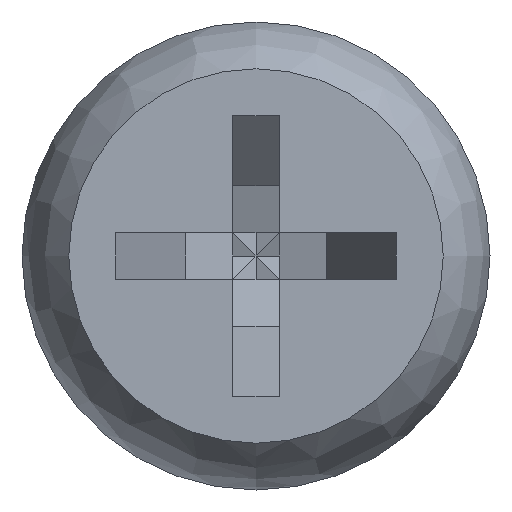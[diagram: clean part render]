
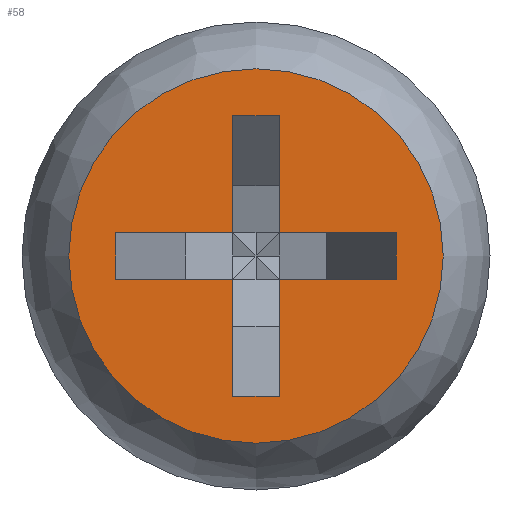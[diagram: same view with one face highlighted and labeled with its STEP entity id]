
A CAD part, left-side view. The second image highlights one B-rep face of the part: STEP entity #58.
In plain terms, the highlighted planar face has unit normal (-1, 0, 0).
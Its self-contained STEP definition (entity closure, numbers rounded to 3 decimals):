
#58 = ADVANCED_FACE( '', ( #143, #144 ), #145, .F. );
#143 = FACE_OUTER_BOUND( '', #257, .T. );
#144 = FACE_BOUND( '', #258, .T. );
#145 = PLANE( '', #259 );
#257 = EDGE_LOOP( '', ( #399 ) );
#258 = EDGE_LOOP( '', ( #400, #401, #402, #403, #404, #405, #406, #407, #408, #409, #410, #411 ) );
#259 = AXIS2_PLACEMENT_3D( '', #412, #413, #414 );
#399 = ORIENTED_EDGE( '', *, *, #654, .F. );
#400 = ORIENTED_EDGE( '', *, *, #655, .F. );
#401 = ORIENTED_EDGE( '', *, *, #656, .T. );
#402 = ORIENTED_EDGE( '', *, *, #657, .F. );
#403 = ORIENTED_EDGE( '', *, *, #658, .F. );
#404 = ORIENTED_EDGE( '', *, *, #659, .T. );
#405 = ORIENTED_EDGE( '', *, *, #660, .T. );
#406 = ORIENTED_EDGE( '', *, *, #661, .T. );
#407 = ORIENTED_EDGE( '', *, *, #662, .F. );
#408 = ORIENTED_EDGE( '', *, *, #663, .T. );
#409 = ORIENTED_EDGE( '', *, *, #664, .T. );
#410 = ORIENTED_EDGE( '', *, *, #665, .F. );
#411 = ORIENTED_EDGE( '', *, *, #666, .F. );
#412 = CARTESIAN_POINT( '', ( -0.5, 0., 0. ) );
#413 = DIRECTION( '', ( 1., 0., 0. ) );
#414 = DIRECTION( '', ( 0., 0., -1. ) );
#654 = EDGE_CURVE( '', #749, #749, #750, .T. );
#655 = EDGE_CURVE( '', #751, #752, #753, .T. );
#656 = EDGE_CURVE( '', #751, #754, #755, .T. );
#657 = EDGE_CURVE( '', #756, #754, #757, .T. );
#658 = EDGE_CURVE( '', #758, #756, #759, .T. );
#659 = EDGE_CURVE( '', #758, #760, #761, .T. );
#660 = EDGE_CURVE( '', #760, #762, #763, .T. );
#661 = EDGE_CURVE( '', #762, #764, #765, .T. );
#662 = EDGE_CURVE( '', #766, #764, #767, .T. );
#663 = EDGE_CURVE( '', #766, #768, #769, .T. );
#664 = EDGE_CURVE( '', #768, #770, #771, .T. );
#665 = EDGE_CURVE( '', #772, #770, #773, .T. );
#666 = EDGE_CURVE( '', #752, #772, #774, .T. );
#749 = VERTEX_POINT( '', #878 );
#750 = CIRCLE( '', #879, 0.92 );
#751 = VERTEX_POINT( '', #880 );
#752 = VERTEX_POINT( '', #881 );
#753 = LINE( '', #882, #883 );
#754 = VERTEX_POINT( '', #884 );
#755 = LINE( '', #885, #886 );
#756 = VERTEX_POINT( '', #887 );
#757 = LINE( '', #888, #889 );
#758 = VERTEX_POINT( '', #890 );
#759 = LINE( '', #891, #892 );
#760 = VERTEX_POINT( '', #893 );
#761 = LINE( '', #894, #895 );
#762 = VERTEX_POINT( '', #896 );
#763 = LINE( '', #897, #898 );
#764 = VERTEX_POINT( '', #899 );
#765 = LINE( '', #900, #901 );
#766 = VERTEX_POINT( '', #902 );
#767 = LINE( '', #903, #904 );
#768 = VERTEX_POINT( '', #905 );
#769 = LINE( '', #906, #907 );
#770 = VERTEX_POINT( '', #908 );
#771 = LINE( '', #909, #910 );
#772 = VERTEX_POINT( '', #911 );
#773 = LINE( '', #912, #913 );
#774 = LINE( '', #914, #915 );
#878 = CARTESIAN_POINT( '', ( -0.5, 0., -0.92 ) );
#879 = AXIS2_PLACEMENT_3D( '', #1062, #1063, #1064 );
#880 = CARTESIAN_POINT( '', ( -0.5, 0.115, -0.69 ) );
#881 = CARTESIAN_POINT( '', ( -0.5, -0.115, -0.69 ) );
#882 = CARTESIAN_POINT( '', ( -0.5, 0.115, -0.69 ) );
#883 = VECTOR( '', #1065, 1000. );
#884 = CARTESIAN_POINT( '', ( -0.5, 0.115, -0.115 ) );
#885 = CARTESIAN_POINT( '', ( -0.5, 0.115, -0.69 ) );
#886 = VECTOR( '', #1066, 1000. );
#887 = CARTESIAN_POINT( '', ( -0.5, 0.69, -0.115 ) );
#888 = CARTESIAN_POINT( '', ( -0.5, 0.69, -0.115 ) );
#889 = VECTOR( '', #1067, 1000. );
#890 = CARTESIAN_POINT( '', ( -0.5, 0.69, 0.115 ) );
#891 = CARTESIAN_POINT( '', ( -0.5, 0.69, 0. ) );
#892 = VECTOR( '', #1068, 1000. );
#893 = CARTESIAN_POINT( '', ( -0.5, 0.115, 0.115 ) );
#894 = CARTESIAN_POINT( '', ( -0.5, 0.69, 0.115 ) );
#895 = VECTOR( '', #1069, 1000. );
#896 = CARTESIAN_POINT( '', ( -0.5, 0.115, 0.69 ) );
#897 = CARTESIAN_POINT( '', ( -0.5, 0.115, -0.69 ) );
#898 = VECTOR( '', #1070, 1000. );
#899 = CARTESIAN_POINT( '', ( -0.5, -0.115, 0.69 ) );
#900 = CARTESIAN_POINT( '', ( -0.5, 0.115, 0.69 ) );
#901 = VECTOR( '', #1071, 1000. );
#902 = CARTESIAN_POINT( '', ( -0.5, -0.115, 0.115 ) );
#903 = CARTESIAN_POINT( '', ( -0.5, -0.115, -0.69 ) );
#904 = VECTOR( '', #1072, 1000. );
#905 = CARTESIAN_POINT( '', ( -0.5, -0.69, 0.115 ) );
#906 = CARTESIAN_POINT( '', ( -0.5, 0.69, 0.115 ) );
#907 = VECTOR( '', #1073, 1000. );
#908 = CARTESIAN_POINT( '', ( -0.5, -0.69, -0.115 ) );
#909 = CARTESIAN_POINT( '', ( -0.5, -0.69, 0.115 ) );
#910 = VECTOR( '', #1074, 1000. );
#911 = CARTESIAN_POINT( '', ( -0.5, -0.115, -0.115 ) );
#912 = CARTESIAN_POINT( '', ( -0.5, 0.69, -0.115 ) );
#913 = VECTOR( '', #1075, 1000. );
#914 = CARTESIAN_POINT( '', ( -0.5, -0.115, -0.69 ) );
#915 = VECTOR( '', #1076, 1000. );
#1062 = CARTESIAN_POINT( '', ( -0.5, 0., 0. ) );
#1063 = DIRECTION( '', ( 1., 0., 0. ) );
#1064 = DIRECTION( '', ( 0., 0., -1. ) );
#1065 = DIRECTION( '', ( 0., -1., 0. ) );
#1066 = DIRECTION( '', ( 0., 0., 1. ) );
#1067 = DIRECTION( '', ( 0., -1., 0. ) );
#1068 = DIRECTION( '', ( 0., 0., -1. ) );
#1069 = DIRECTION( '', ( 0., -1., 0. ) );
#1070 = DIRECTION( '', ( 0., 0., 1. ) );
#1071 = DIRECTION( '', ( 0., -1., 0. ) );
#1072 = DIRECTION( '', ( 0., 0., 1. ) );
#1073 = DIRECTION( '', ( 0., -1., 0. ) );
#1074 = DIRECTION( '', ( 0., 0., -1. ) );
#1075 = DIRECTION( '', ( 0., -1., 0. ) );
#1076 = DIRECTION( '', ( 0., 0., 1. ) );
